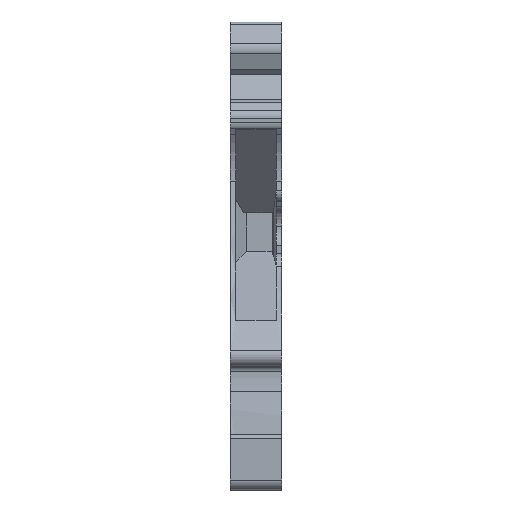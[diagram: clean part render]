
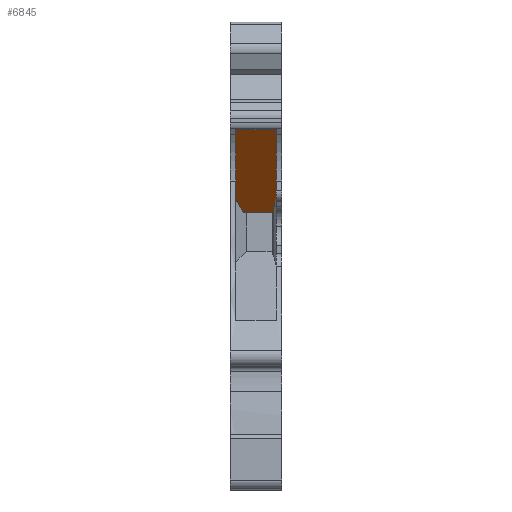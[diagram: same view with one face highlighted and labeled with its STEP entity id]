
A CAD part, left-side view. The second image highlights one B-rep face of the part: STEP entity #6845.
In plain terms, the highlighted planar face has unit normal (-0.715, 0, -0.699).
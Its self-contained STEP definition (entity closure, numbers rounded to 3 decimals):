
#3307=CARTESIAN_POINT('',(-15.5,0.55,23.061));
#3308=VERTEX_POINT('',#3307);
#3334=CARTESIAN_POINT('',(-21.515,0.55,29.216));
#3335=VERTEX_POINT('',#3334);
#3342=CARTESIAN_POINT('',(-21.515,0.55,29.216));
#3343=DIRECTION('',(0.699,0.,-0.715));
#3344=VECTOR('',#3343,8.606);
#3345=LINE('',#3342,#3344);
#3346=EDGE_CURVE('',#3335,#3308,#3345,.T.);
#3365=CARTESIAN_POINT('',(-14.744,4.6,22.287));
#3366=VERTEX_POINT('',#3365);
#3373=CARTESIAN_POINT('',(-21.515,4.6,29.216));
#3374=VERTEX_POINT('',#3373);
#3375=CARTESIAN_POINT('',(-14.744,4.6,22.287));
#3376=DIRECTION('',(-0.699,0.,0.715));
#3377=VECTOR('',#3376,9.689);
#3378=LINE('',#3375,#3377);
#3379=EDGE_CURVE('',#3366,#3374,#3378,.T.);
#3400=CARTESIAN_POINT('',(-21.515,4.6,29.216));
#3401=DIRECTION('',(0.,-1.,0.));
#3402=VECTOR('',#3401,4.05);
#3403=LINE('',#3400,#3402);
#3404=EDGE_CURVE('',#3374,#3335,#3403,.T.);
#3882=CARTESIAN_POINT('',(-13.35,0.95,20.861));
#3883=VERTEX_POINT('',#3882);
#3884=CARTESIAN_POINT('',(-13.388,0.95,20.9));
#3885=VERTEX_POINT('',#3884);
#3886=CARTESIAN_POINT('',(-13.35,0.95,20.861));
#3887=DIRECTION('',(-0.699,0.,0.715));
#3888=VECTOR('',#3887,0.054);
#3889=LINE('',#3886,#3888);
#3890=EDGE_CURVE('',#3883,#3885,#3889,.T.);
#4049=CARTESIAN_POINT('',(-13.877,0.75,21.401));
#4050=VERTEX_POINT('',#4049);
#4051=CARTESIAN_POINT('',(-15.5,0.55,23.061));
#4052=DIRECTION('',(0.696,0.086,-0.713));
#4053=VECTOR('',#4052,2.33);
#4054=LINE('',#4051,#4053);
#4055=EDGE_CURVE('',#3308,#4050,#4054,.T.);
#4104=CARTESIAN_POINT('',(-13.388,3.817,20.9));
#4105=VERTEX_POINT('',#4104);
#4106=CARTESIAN_POINT('',(-13.388,3.817,20.9));
#4107=DIRECTION('',(-0.648,0.374,0.663));
#4108=VECTOR('',#4107,2.092);
#4109=LINE('',#4106,#4108);
#4110=EDGE_CURVE('',#4105,#3366,#4109,.T.);
#4539=CARTESIAN_POINT('',(-13.877,0.75,21.401));
#4540=DIRECTION('',(0.676,0.256,-0.691));
#4541=VECTOR('',#4540,0.781);
#4542=LINE('',#4539,#4541);
#4543=EDGE_CURVE('',#4050,#3883,#4542,.T.);
#6633=CARTESIAN_POINT('',(-13.388,0.95,20.9));
#6634=DIRECTION('',(0.,1.,0.));
#6635=VECTOR('',#6634,2.867);
#6636=LINE('',#6633,#6635);
#6637=EDGE_CURVE('',#3885,#4105,#6636,.T.);
#6830=CARTESIAN_POINT('',(-13.652,2.384,21.17));
#6831=DIRECTION('',(0.699,0.,-0.715));
#6832=DIRECTION('',(-0.715,-0.,-0.699));
#6833=AXIS2_PLACEMENT_3D('',#6830,#6832,#6831);
#6834=PLANE('',#6833);
#6835=ORIENTED_EDGE('',*,*,#4055,.F.);
#6836=ORIENTED_EDGE('',*,*,#3346,.F.);
#6837=ORIENTED_EDGE('',*,*,#3404,.F.);
#6838=ORIENTED_EDGE('',*,*,#3379,.F.);
#6839=ORIENTED_EDGE('',*,*,#4110,.F.);
#6840=ORIENTED_EDGE('',*,*,#6637,.F.);
#6841=ORIENTED_EDGE('',*,*,#3890,.F.);
#6842=ORIENTED_EDGE('',*,*,#4543,.F.);
#6843=EDGE_LOOP('',(#6835,#6836,#6837,#6838,#6839,#6840,#6841,#6842));
#6844=FACE_OUTER_BOUND('',#6843,.T.);
#6845=ADVANCED_FACE('F229',(#6844),#6834,.T.);
